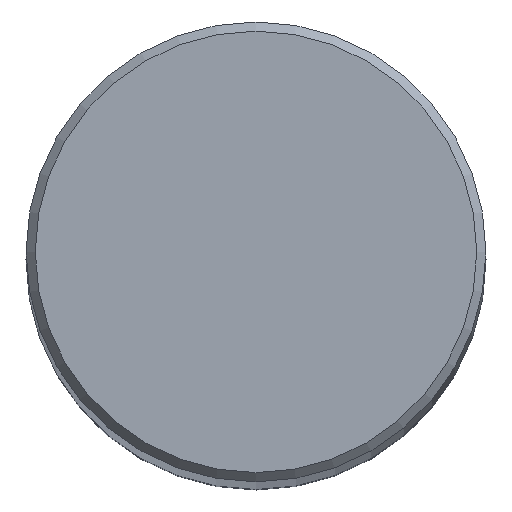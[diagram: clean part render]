
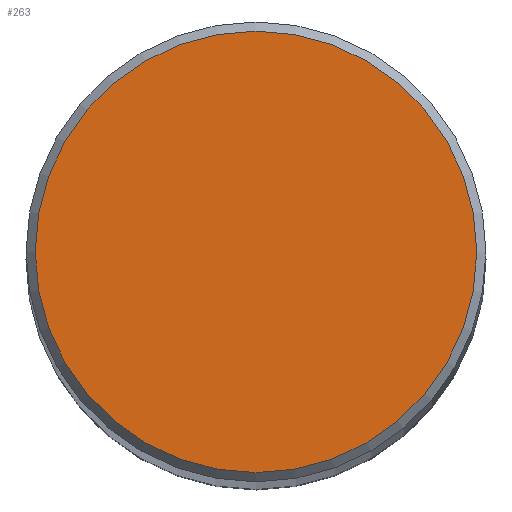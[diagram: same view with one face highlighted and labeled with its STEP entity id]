
A CAD part, top view. The second image highlights one B-rep face of the part: STEP entity #263.
In plain terms, the highlighted planar face has unit normal (0, 0, 1).
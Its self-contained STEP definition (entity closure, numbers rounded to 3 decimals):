
#196=FACE_OUTER_BOUND('',#455,.T.);
#263=ADVANCED_FACE('CU_CY_N4_SU_1',(#196),#346,.F.);
#346=PLANE('',#1142);
#455=EDGE_LOOP('',(#565));
#565=ORIENTED_EDGE('',*,*,#913,.F.);
#830=VERTEX_POINT('',#1650);
#913=EDGE_CURVE('',#830,#830,#1046,.T.);
#1046=CIRCLE('',#1141,11.991);
#1141=AXIS2_PLACEMENT_3D('',#1649,#1301,#1302);
#1142=AXIS2_PLACEMENT_3D('',#1651,#1303,#1304);
#1301=DIRECTION('',(0.,0.,-1.));
#1302=DIRECTION('',(-1.,0.,0.));
#1303=DIRECTION('',(0.,0.,-1.));
#1304=DIRECTION('',(-1.,0.,0.));
#1649=CARTESIAN_POINT('',(0.,0.,0.));
#1650=CARTESIAN_POINT('',(-11.991,0.,0.));
#1651=CARTESIAN_POINT('',(0.,0.,0.));
